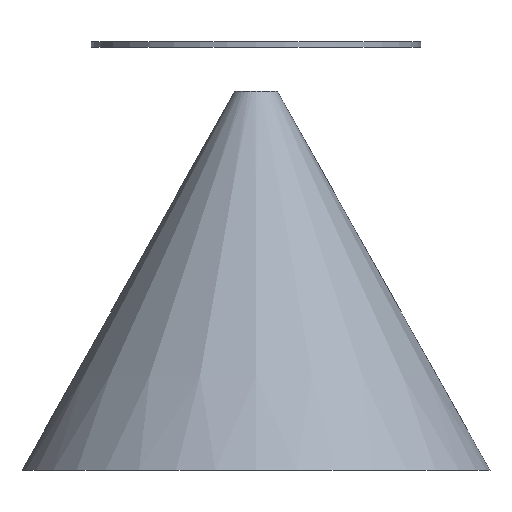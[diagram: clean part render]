
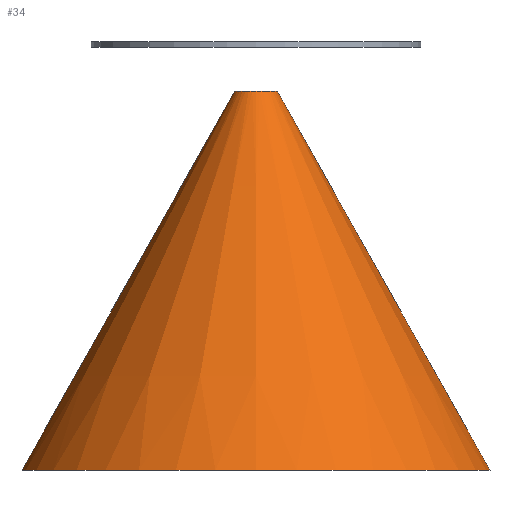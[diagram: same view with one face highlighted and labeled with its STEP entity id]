
A CAD part, front view. The second image highlights one B-rep face of the part: STEP entity #34.
In plain terms, the highlighted conical face has half-angle 29.285 degrees and reference radius 5.778 mm.
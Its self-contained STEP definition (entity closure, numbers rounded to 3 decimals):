
#21 = EDGE_CURVE('',#22,#22,#24,.T.);
#22 = VERTEX_POINT('',#23);
#23 = CARTESIAN_POINT('',(5.778,0.,0.));
#24 = CIRCLE('',#25,5.778);
#25 = AXIS2_PLACEMENT_3D('',#26,#27,#28);
#26 = CARTESIAN_POINT('',(0.,0.,0.));
#27 = DIRECTION('',(0.,0.,1.));
#28 = DIRECTION('',(1.,0.,-0.));
#34 = ADVANCED_FACE('',(#35),#54,.F.);
#35 = FACE_BOUND('',#36,.T.);
#36 = EDGE_LOOP('',(#37,#38,#46,#53));
#37 = ORIENTED_EDGE('',*,*,#21,.T.);
#38 = ORIENTED_EDGE('',*,*,#39,.T.);
#39 = EDGE_CURVE('',#22,#40,#42,.T.);
#40 = VERTEX_POINT('',#41);
#41 = CARTESIAN_POINT('',(63.38,0.,-102.709));
#42 = LINE('',#43,#44);
#43 = CARTESIAN_POINT('',(5.778,0.,0.));
#44 = VECTOR('',#45,1.);
#45 = DIRECTION('',(0.489,0.,-0.872));
#46 = ORIENTED_EDGE('',*,*,#47,.F.);
#47 = EDGE_CURVE('',#40,#40,#48,.T.);
#48 = CIRCLE('',#49,63.38);
#49 = AXIS2_PLACEMENT_3D('',#50,#51,#52);
#50 = CARTESIAN_POINT('',(0.,0.,-102.709));
#51 = DIRECTION('',(0.,0.,1.));
#52 = DIRECTION('',(1.,0.,0.));
#53 = ORIENTED_EDGE('',*,*,#39,.F.);
#54 = CONICAL_SURFACE('',#55,5.778,0.511);
#55 = AXIS2_PLACEMENT_3D('',#56,#57,#58);
#56 = CARTESIAN_POINT('',(0.,0.,0.));
#57 = DIRECTION('',(-0.,-0.,-1.));
#58 = DIRECTION('',(1.,0.,0.));
